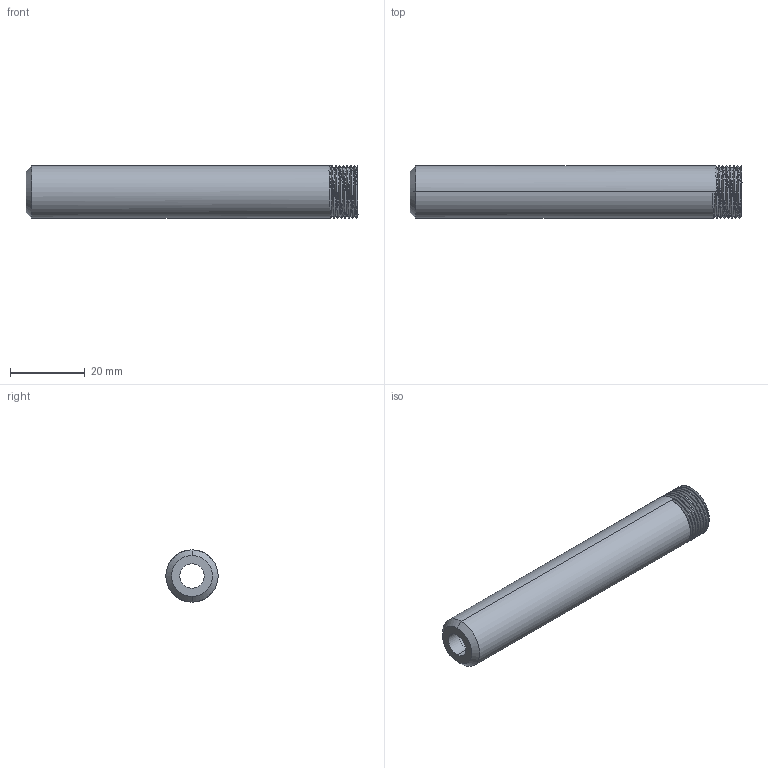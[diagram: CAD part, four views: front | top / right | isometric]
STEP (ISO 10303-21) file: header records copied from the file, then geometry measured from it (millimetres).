
FILE_DESCRIPTION (( 'STEP AP203' ), '1' );
FILE_NAME ('douille R court.STEP', '2024-03-14T06:56:03', ( '' ), ( '' ), 'SwSTEP 2.0', 'SolidWorks 2019', '' );
FILE_SCHEMA (( 'CONFIG_CONTROL_DESIGN' ));
Length unit declared in the file: millimetre
Products named in the file (1): douille  R court
Bounding box: 89 x 14 x 14 mm (x, y, z)
Volume: 6090.6 mm3; surface area: 7141.7 mm2
Topology: 1 solids, 1 shells, 30 faces, 76 edges, 48 vertices
Faces by surface type: cylinder 20, cone 4, plane 3, bspline 3
Entity records: 2174 total; most frequent: CARTESIAN_POINT 1473, ORIENTED_EDGE 152, DIRECTION 110, EDGE_CURVE 76, VERTEX_POINT 48, AXIS2_PLACEMENT_3D 41, EDGE_LOOP 32, ADVANCED_FACE 30
